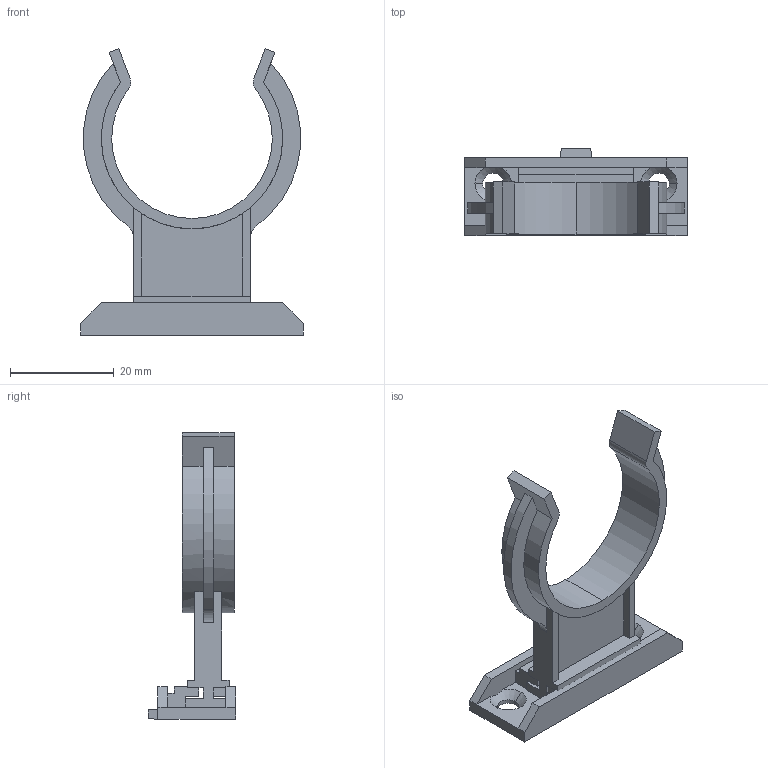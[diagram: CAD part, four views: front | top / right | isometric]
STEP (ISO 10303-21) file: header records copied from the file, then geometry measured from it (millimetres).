
FILE_DESCRIPTION (( 'STEP AP214' ), '1' );
FILE_NAME ('F000344_3D.step', '2022-10-13T07:50:36', ( '' ), ( '' ), 'SwSTEP 2.0', 'SolidWorks 2020', '' );
FILE_SCHEMA (( 'AUTOMOTIVE_DESIGN' ));
Length unit declared in the file: millimetre
Products named in the file (3): F000344_drzak; F000344_3D; F000344_spona
Assembly tree (2 placements, depth 2):
  F000344_3D
    F000344_spona
    F000344_drzak
Bounding box: 43 x 16.8 x 55.3 mm (x, y, z)
Volume: 5782.9 mm3; surface area: 6727.1 mm2
Topology: 2 solids, 2 shells, 90 faces, 255 edges, 166 vertices
Faces by surface type: plane 71, cylinder 15, cone 4
Entity records: 3027 total; most frequent: CARTESIAN_POINT 538, ORIENTED_EDGE 510, DIRECTION 487, EDGE_CURVE 255, VECTOR 209, LINE 209, VERTEX_POINT 166, AXIS2_PLACEMENT_3D 139
